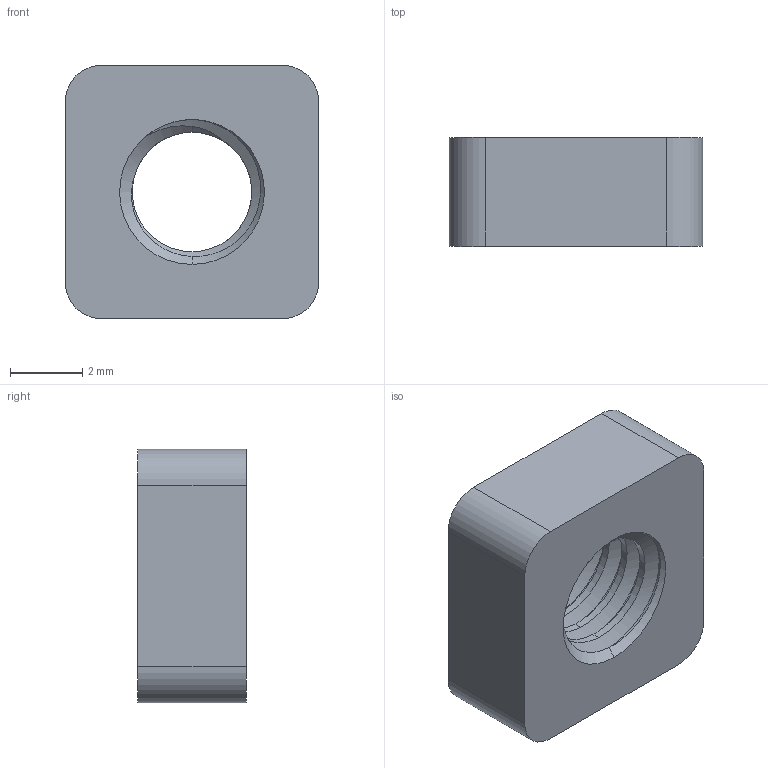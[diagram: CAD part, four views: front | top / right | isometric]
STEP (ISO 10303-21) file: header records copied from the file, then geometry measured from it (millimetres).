
FILE_DESCRIPTION (( 'STEP AP203' ), '1' );
FILE_NAME ('2803-0007-0007.STEP', '2017-04-12T20:11:41', ( '' ), ( '' ), 'SwSTEP 2.0', 'SolidWorks 2016', '' );
FILE_SCHEMA (( 'CONFIG_CONTROL_DESIGN' ));
Length unit declared in the file: millimetre
Products named in the file (1): 2803-0007-0007
Bounding box: 7 x 3 x 7 mm (x, y, z)
Volume: 113.2 mm3; surface area: 203.9 mm2
Topology: 1 solids, 1 shells, 36 faces, 97 edges, 63 vertices
Faces by surface type: cylinder 22, cone 6, plane 6, bspline 2
Entity records: 3593 total; most frequent: CARTESIAN_POINT 2715, ORIENTED_EDGE 194, DIRECTION 144, EDGE_CURVE 97, VERTEX_POINT 63, AXIS2_PLACEMENT_3D 54, EDGE_LOOP 38, LINE 36
